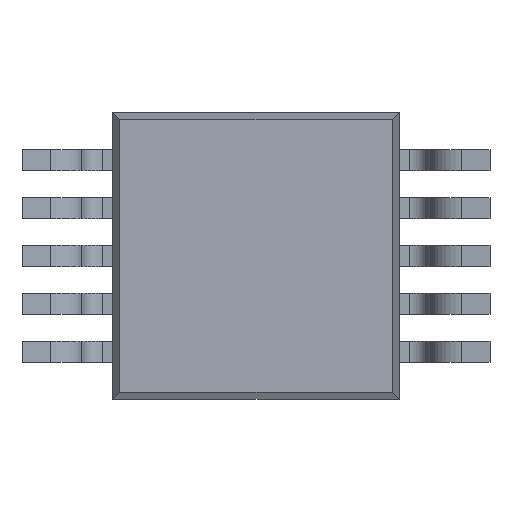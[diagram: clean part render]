
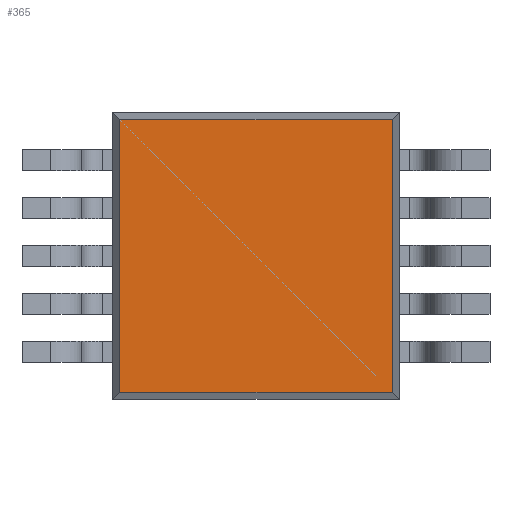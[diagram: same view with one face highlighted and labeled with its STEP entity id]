
A CAD part, front view. The second image highlights one B-rep face of the part: STEP entity #365.
In plain terms, the highlighted planar face has unit normal (0, -1, 0).
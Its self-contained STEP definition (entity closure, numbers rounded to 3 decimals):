
#145 = LINE ( 'NONE', #521, #1222 ) ;
#365 = ADVANCED_FACE ( 'NONE', ( #3124 ), #3091, .F. ) ;
#396 = DIRECTION ( 'NONE',  ( 0., 0., -1. ) ) ;
#470 = CARTESIAN_POINT ( 'NONE',  ( -1.425, 0.1, 0. ) ) ;
#485 = LINE ( 'NONE', #5387, #2656 ) ;
#521 = CARTESIAN_POINT ( 'NONE',  ( 1.425, 0.1, 0. ) ) ;
#614 = CARTESIAN_POINT ( 'NONE',  ( 1.425, 0.1, 1.425 ) ) ;
#744 = CARTESIAN_POINT ( 'NONE',  ( -1.425, 0.1, -1.425 ) ) ;
#922 = AXIS2_PLACEMENT_3D ( 'NONE', #4329, #5306, #2642 ) ;
#1222 = VECTOR ( 'NONE', #3698, 1000. ) ;
#1293 = CARTESIAN_POINT ( 'NONE',  ( 1.425, 0.1, -1.425 ) ) ;
#1422 = ORIENTED_EDGE ( 'NONE', *, *, #2007, .T. ) ;
#1712 = VERTEX_POINT ( 'NONE', #614 ) ;
#2007 = EDGE_CURVE ( 'NONE', #3603, #1712, #145, .T. ) ;
#2322 = LINE ( 'NONE', #3642, #4797 ) ;
#2382 = ORIENTED_EDGE ( 'NONE', *, *, #3361, .T. ) ;
#2642 = DIRECTION ( 'NONE',  ( 0., 0., 1. ) ) ;
#2656 = VECTOR ( 'NONE', #5787, 1000. ) ;
#2686 = VERTEX_POINT ( 'NONE', #744 ) ;
#3091 = PLANE ( 'NONE',  #922 ) ;
#3124 = FACE_OUTER_BOUND ( 'NONE', #3745, .T. ) ;
#3133 = CARTESIAN_POINT ( 'NONE',  ( -1.425, 0.1, 1.425 ) ) ;
#3266 = ORIENTED_EDGE ( 'NONE', *, *, #5171, .T. ) ;
#3305 = ORIENTED_EDGE ( 'NONE', *, *, #5652, .T. ) ;
#3361 = EDGE_CURVE ( 'NONE', #2686, #3603, #485, .T. ) ;
#3603 = VERTEX_POINT ( 'NONE', #1293 ) ;
#3642 = CARTESIAN_POINT ( 'NONE',  ( 0., 0.1, 1.425 ) ) ;
#3698 = DIRECTION ( 'NONE',  ( 0., 0., 1. ) ) ;
#3745 = EDGE_LOOP ( 'NONE', ( #3266, #2382, #1422, #3305 ) ) ;
#4329 = CARTESIAN_POINT ( 'NONE',  ( 0., 0.1, 0. ) ) ;
#4444 = VERTEX_POINT ( 'NONE', #3133 ) ;
#4797 = VECTOR ( 'NONE', #6692, 1000. ) ;
#5171 = EDGE_CURVE ( 'NONE', #4444, #2686, #5663, .T. ) ;
#5306 = DIRECTION ( 'NONE',  ( 0., 1., 0. ) ) ;
#5387 = CARTESIAN_POINT ( 'NONE',  ( 0., 0.1, -1.425 ) ) ;
#5652 = EDGE_CURVE ( 'NONE', #1712, #4444, #2322, .T. ) ;
#5663 = LINE ( 'NONE', #470, #6645 ) ;
#5787 = DIRECTION ( 'NONE',  ( 1., 0., 0. ) ) ;
#6645 = VECTOR ( 'NONE', #396, 1000. ) ;
#6692 = DIRECTION ( 'NONE',  ( -1., 0., 0. ) ) ;
